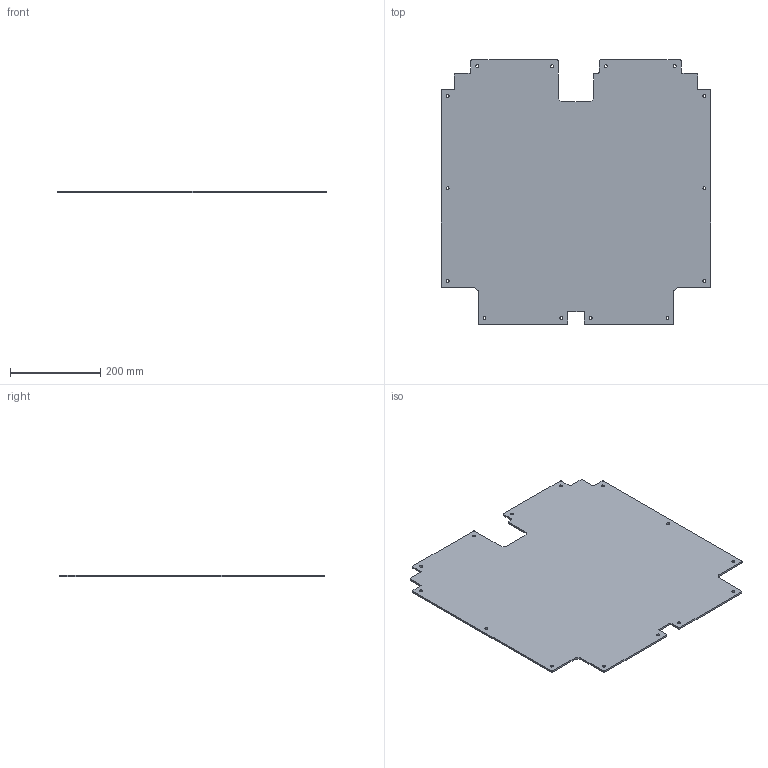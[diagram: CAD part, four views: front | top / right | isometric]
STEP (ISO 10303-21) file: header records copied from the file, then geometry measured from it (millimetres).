
FILE_DESCRIPTION(/* description */ (''),/* implementation_level */ '2;1');
FILE_NAME(/* name */ 'panel_base_400_3.1.step',/* time_stamp */ '2022-06-24T12:10:21+01:00',/* author */ (''),/* organization */ (''),/* preprocessor_version */ 'ST-DEVELOPER v19',/* originating_system */ 'Autodesk Translation Framework v11.7.0.108',/* authorisation */ '');
FILE_SCHEMA (('AUTOMOTIVE_DESIGN { 1 0 10303 214 3 1 1 }'));
Length unit declared in the file: millimetre
Products named in the file (1): panel_base_400_3.1
Bounding box: 598 x 586 x 4 mm (x, y, z)
Volume: 1287941.4 mm3; surface area: 655419.3 mm2
Topology: 1 solids, 1 shells, 76 faces, 222 edges, 148 vertices
Faces by surface type: cylinder 44, plane 32
Full cylindrical faces by diameter (mm): 6.6 x14
Entity records: 2650 total; most frequent: DIRECTION 464, CARTESIAN_POINT 447, ORIENTED_EDGE 444, EDGE_CURVE 222, AXIS2_PLACEMENT_3D 165, VERTEX_POINT 148, LINE 134, VECTOR 134
